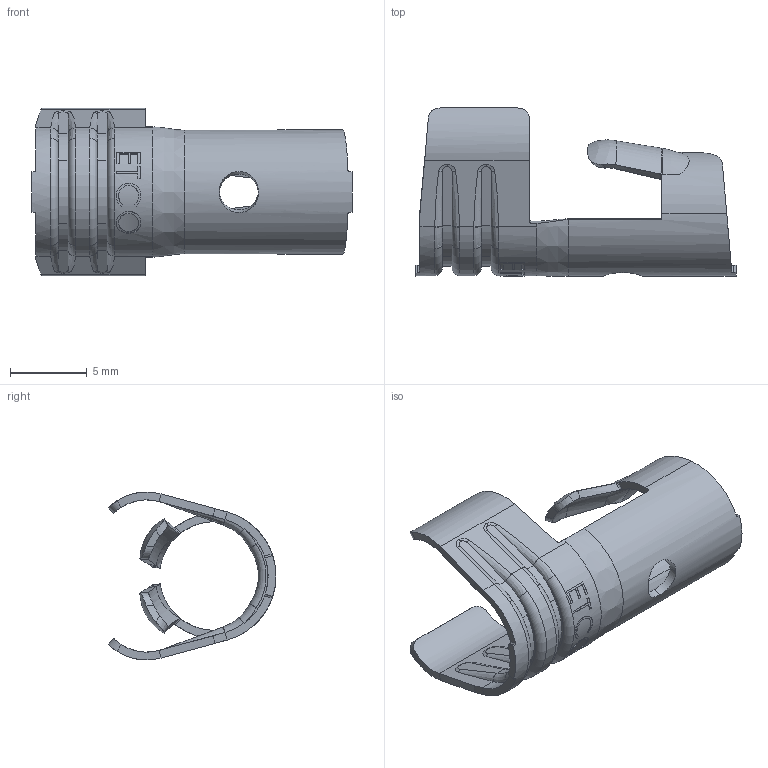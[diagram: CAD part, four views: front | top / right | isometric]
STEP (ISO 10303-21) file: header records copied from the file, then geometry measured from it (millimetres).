
FILE_DESCRIPTION (( 'STEP AP203' ), '1' );
FILE_NAME ('DT10E.STEP', '2019-11-01T19:15:01', ( 'tempuser' ), ( 'Microsoft' ), 'SwSTEP 2.0', 'SolidWorks 2019', '' );
FILE_SCHEMA (( 'CONFIG_CONTROL_DESIGN' ));
Length unit declared in the file: inch
Products named in the file (1): DT10E
Bounding box: 20.83 x 10.92 x 10.92 mm (x, y, z)
Volume: 207.7 mm3; surface area: 891.9 mm2
Topology: 1 solids, 1 shells, 267 faces, 739 edges, 478 vertices
Faces by surface type: bspline 134, plane 60, cylinder 47, torus 16, cone 6, sphere 4
Entity records: 13716 total; most frequent: CARTESIAN_POINT 7869, ORIENTED_EDGE 1476, DIRECTION 847, EDGE_CURVE 738, VERTEX_POINT 478, B_SPLINE_CURVE_WITH_KNOTS 353, AXIS2_PLACEMENT_3D 346, EDGE_LOOP 274
